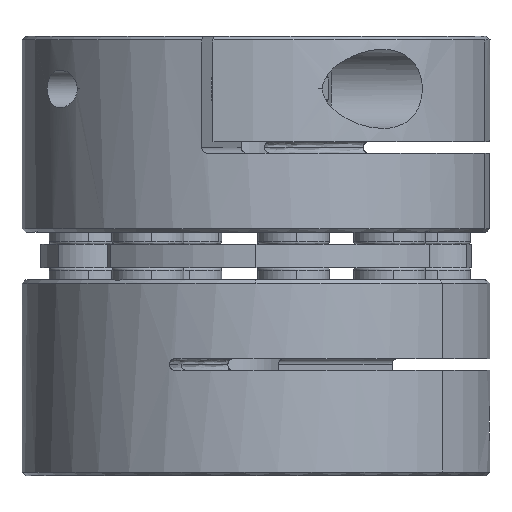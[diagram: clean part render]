
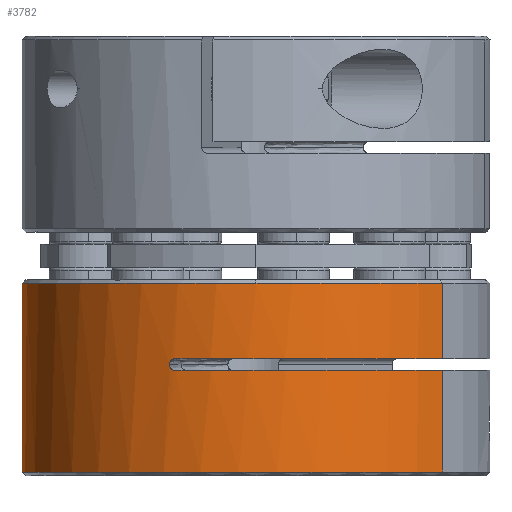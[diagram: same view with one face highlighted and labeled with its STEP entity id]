
A CAD part, left-side view. The second image highlights one B-rep face of the part: STEP entity #3782.
In plain terms, the highlighted cylindrical face has radius 31 mm (diameter 62 mm), a partial arc.
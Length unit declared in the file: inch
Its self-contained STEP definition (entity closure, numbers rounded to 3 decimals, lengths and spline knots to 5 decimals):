
#127 = ORIENTED_EDGE ( 'NONE', *, *, #3214, .F. ) ;
#362 = AXIS2_PLACEMENT_3D ( 'NONE', #15303, #6319, #16840 ) ;
#365 = EDGE_CURVE ( 'NONE', #19233, #3244, #9527, .T. ) ;
#901 = AXIS2_PLACEMENT_3D ( 'NONE', #11264, #11332, #11280 ) ;
#935 = CIRCLE ( 'NONE', #19293, 1.22047 ) ;
#1177 = DIRECTION ( 'NONE',  ( 0., 0., 1. ) ) ;
#1350 = EDGE_CURVE ( 'NONE', #14483, #18656, #935, .T. ) ;
#1499 = CARTESIAN_POINT ( 'NONE',  ( 0., 1.22047, 0.68 ) ) ;
#1507 = ORIENTED_EDGE ( 'NONE', *, *, #1350, .F. ) ;
#1657 = ORIENTED_EDGE ( 'NONE', *, *, #4309, .T. ) ;
#1966 = CARTESIAN_POINT ( 'NONE',  ( -0.7345, -0.97471, 1.27 ) ) ;
#2048 = CARTESIAN_POINT ( 'NONE',  ( -0.7345, -0.97471, 0.66 ) ) ;
#2200 = EDGE_CURVE ( 'NONE', #19233, #18252, #17562, .T. ) ;
#2732 = FACE_OUTER_BOUND ( 'NONE', #8603, .T. ) ;
#3214 = EDGE_CURVE ( 'NONE', #18656, #5261, #14012, .T. ) ;
#3244 = VERTEX_POINT ( 'NONE', #17892 ) ;
#3321 = CARTESIAN_POINT ( 'NONE',  ( -1.13396, 0.45132, 1.241 ) ) ;
#3358 = CARTESIAN_POINT ( 'NONE',  ( -1.13396, 0.45132, 1.24879 ) ) ;
#3386 = CARTESIAN_POINT ( 'NONE',  ( -1.13522, 0.44818, 1.25636 ) ) ;
#3420 = CARTESIAN_POINT ( 'NONE',  ( -1.13825, 0.44039, 1.26432 ) ) ;
#3452 = CARTESIAN_POINT ( 'NONE',  ( -1.13944, 0.4373, 1.26643 ) ) ;
#3489 = CARTESIAN_POINT ( 'NONE',  ( -1.142, 0.43058, 1.26927 ) ) ;
#3518 = CARTESIAN_POINT ( 'NONE',  ( -1.14334, 0.42701, 1.27 ) ) ;
#3583 = CARTESIAN_POINT ( 'NONE',  ( -1.14469, 0.42336, 1.27 ) ) ;
#3695 = VERTEX_POINT ( 'NONE', #17565 ) ;
#3782 = ADVANCED_FACE ( 'NONE', ( #2732 ), #9818, .T. ) ;
#3818 = VECTOR ( 'NONE', #1177, 39.37008 ) ;
#3860 = LINE ( 'NONE', #11888, #3818 ) ;
#4309 = EDGE_CURVE ( 'NONE', #18382, #5261, #7747, .T. ) ;
#4899 = CARTESIAN_POINT ( 'NONE',  ( -1.13396, 0.45132, 1.239 ) ) ;
#5261 = VERTEX_POINT ( 'NONE', #1966 ) ;
#5582 = CARTESIAN_POINT ( 'NONE',  ( 0., 0., 0.68 ) ) ;
#5682 = CARTESIAN_POINT ( 'NONE',  ( -1.14469, 0.42336, 1.21 ) ) ;
#5748 = EDGE_CURVE ( 'NONE', #3695, #18252, #13027, .T. ) ;
#5802 = EDGE_CURVE ( 'NONE', #19203, #14483, #12892, .T. ) ;
#5987 = AXIS2_PLACEMENT_3D ( 'NONE', #6891, #6934, #6964 ) ;
#6319 = DIRECTION ( 'NONE',  ( 0., 0., 1. ) ) ;
#6735 = CARTESIAN_POINT ( 'NONE',  ( -0.7345, -0.97471, 1.66362 ) ) ;
#6891 = CARTESIAN_POINT ( 'NONE',  ( 0., 0., 1.27 ) ) ;
#6934 = DIRECTION ( 'NONE',  ( 0., 0., 1. ) ) ;
#6964 = DIRECTION ( 'NONE',  ( 0., -1., 0. ) ) ;
#7109 = DIRECTION ( 'NONE',  ( 0., -1., 0. ) ) ;
#7261 = CARTESIAN_POINT ( 'NONE',  ( -1.14199, 0.43066, 1.21 ) ) ;
#7747 = CIRCLE ( 'NONE', #5987, 1.22047 ) ;
#8436 = CARTESIAN_POINT ( 'NONE',  ( -1.13623, 0.44559, 1.22099 ) ) ;
#8503 = ORIENTED_EDGE ( 'NONE', *, *, #5802, .F. ) ;
#8546 = ORIENTED_EDGE ( 'NONE', *, *, #13751, .T. ) ;
#8603 = EDGE_LOOP ( 'NONE', ( #13750, #8546, #10793, #16216, #13982, #11150, #17026, #14972, #1657, #127, #1507, #8503 ) ) ;
#8764 = CARTESIAN_POINT ( 'NONE',  ( -1.13426, 0.45057, 1.23128 ) ) ;
#9126 = VECTOR ( 'NONE', #9135, 39.37008 ) ;
#9135 = DIRECTION ( 'NONE',  ( 0., 0., 1. ) ) ;
#9386 = CIRCLE ( 'NONE', #362, 1.22047 ) ;
#9392 = AXIS2_PLACEMENT_3D ( 'NONE', #5582, #16093, #7109 ) ;
#9527 = LINE ( 'NONE', #15649, #9126 ) ;
#9818 = CYLINDRICAL_SURFACE ( 'NONE', #901, 1.22047 ) ;
#9846 = DIRECTION ( 'NONE',  ( 0., -1., 0. ) ) ;
#10051 = CARTESIAN_POINT ( 'NONE',  ( 0., 0., 1.21 ) ) ;
#10227 = CARTESIAN_POINT ( 'NONE',  ( -1.13396, 0.45132, 1.23511 ) ) ;
#10541 = CARTESIAN_POINT ( 'NONE',  ( -1.14469, 0.42336, 1.27 ) ) ;
#10612 = DIRECTION ( 'NONE',  ( 0., 0., -1. ) ) ;
#10793 = ORIENTED_EDGE ( 'NONE', *, *, #15356, .T. ) ;
#11150 = ORIENTED_EDGE ( 'NONE', *, *, #2200, .F. ) ;
#11264 = CARTESIAN_POINT ( 'NONE',  ( 0., 0., 0.66 ) ) ;
#11280 = DIRECTION ( 'NONE',  ( 0., -1., 0. ) ) ;
#11332 = DIRECTION ( 'NONE',  ( 0., 0., 1. ) ) ;
#11619 = VECTOR ( 'NONE', #10612, 39.37008 ) ;
#11888 = CARTESIAN_POINT ( 'NONE',  ( 0.7345, 0.97471, 0.66 ) ) ;
#11912 = CARTESIAN_POINT ( 'NONE',  ( -1.14469, 0.42336, 1.21 ) ) ;
#12609 = AXIS2_PLACEMENT_3D ( 'NONE', #10051, #14369, #9846 ) ;
#12715 = EDGE_CURVE ( 'NONE', #18382, #3244, #18961, .T. ) ;
#12892 = CIRCLE ( 'NONE', #17672, 1.22047 ) ;
#13013 = CARTESIAN_POINT ( 'NONE',  ( 0.7345, 0.97471, 0.68 ) ) ;
#13027 = CIRCLE ( 'NONE', #12609, 1.22047 ) ;
#13282 = DIRECTION ( 'NONE',  ( -0.602, -0.799, 0. ) ) ;
#13450 = CARTESIAN_POINT ( 'NONE',  ( -1.13925, 0.43782, 1.21305 ) ) ;
#13485 = VERTEX_POINT ( 'NONE', #13013 ) ;
#13750 = ORIENTED_EDGE ( 'NONE', *, *, #18915, .F. ) ;
#13751 = EDGE_CURVE ( 'NONE', #13485, #19050, #9386, .T. ) ;
#13982 = ORIENTED_EDGE ( 'NONE', *, *, #5748, .T. ) ;
#14012 = LINE ( 'NONE', #2048, #11619 ) ;
#14369 = DIRECTION ( 'NONE',  ( 0., 0., -1. ) ) ;
#14383 = EDGE_CURVE ( 'NONE', #14861, #3695, #18223, .T. ) ;
#14483 = VERTEX_POINT ( 'NONE', #15735 ) ;
#14861 = VERTEX_POINT ( 'NONE', #15204 ) ;
#14972 = ORIENTED_EDGE ( 'NONE', *, *, #12715, .F. ) ;
#15204 = CARTESIAN_POINT ( 'NONE',  ( -0.7345, -0.97471, 0.68 ) ) ;
#15303 = CARTESIAN_POINT ( 'NONE',  ( 0., 0., 0.68 ) ) ;
#15315 = CIRCLE ( 'NONE', #9392, 1.22047 ) ;
#15325 = CARTESIAN_POINT ( 'NONE',  ( -1.13396, 0.45132, 1.239 ) ) ;
#15356 = EDGE_CURVE ( 'NONE', #19050, #14861, #15315, .T. ) ;
#15390 = CARTESIAN_POINT ( 'NONE',  ( 0.7345, 0.97471, 1.66362 ) ) ;
#15480 = CARTESIAN_POINT ( 'NONE',  ( -0.7345, -0.97471, 0.66 ) ) ;
#15649 = CARTESIAN_POINT ( 'NONE',  ( -1.13396, 0.45132, 1.27 ) ) ;
#15735 = CARTESIAN_POINT ( 'NONE',  ( -1.22047, 0., 1.66362 ) ) ;
#15776 = CARTESIAN_POINT ( 'NONE',  ( 0., 0., 1.66362 ) ) ;
#16093 = DIRECTION ( 'NONE',  ( 0., 0., 1. ) ) ;
#16216 = ORIENTED_EDGE ( 'NONE', *, *, #14383, .T. ) ;
#16652 = DIRECTION ( 'NONE',  ( 0., 0., 1. ) ) ;
#16840 = DIRECTION ( 'NONE',  ( 0., -1., 0. ) ) ;
#17009 = DIRECTION ( 'NONE',  ( 0., 0., 1. ) ) ;
#17026 = ORIENTED_EDGE ( 'NONE', *, *, #365, .T. ) ;
#17562 = B_SPLINE_CURVE_WITH_KNOTS ( 'NONE', 3,
 ( #15325, #10227, #8764, #18622, #8436, #13450, #7261, #5682 ),
 .UNSPECIFIED., .F., .F.,
 ( 4, 2, 2, 4 ),
 ( 0., 0.00029, 0.00058, 0.00117 ),
 .UNSPECIFIED. ) ;
#17565 = CARTESIAN_POINT ( 'NONE',  ( -0.7345, -0.97471, 1.21 ) ) ;
#17672 = AXIS2_PLACEMENT_3D ( 'NONE', #19198, #19047, #18907 ) ;
#17892 = CARTESIAN_POINT ( 'NONE',  ( -1.13396, 0.45132, 1.241 ) ) ;
#18111 = VECTOR ( 'NONE', #17009, 39.37008 ) ;
#18223 = LINE ( 'NONE', #15480, #18111 ) ;
#18252 = VERTEX_POINT ( 'NONE', #11912 ) ;
#18382 = VERTEX_POINT ( 'NONE', #10541 ) ;
#18622 = CARTESIAN_POINT ( 'NONE',  ( -1.13539, 0.44771, 1.22422 ) ) ;
#18656 = VERTEX_POINT ( 'NONE', #6735 ) ;
#18907 = DIRECTION ( 'NONE',  ( -0.602, -0.799, 0. ) ) ;
#18915 = EDGE_CURVE ( 'NONE', #13485, #19203, #3860, .T. ) ;
#18961 = B_SPLINE_CURVE_WITH_KNOTS ( 'NONE', 3,
 ( #3583, #3518, #3489, #3452, #3420, #3386, #3358, #3321 ),
 .UNSPECIFIED., .F., .F.,
 ( 4, 2, 2, 4 ),
 ( 0., 0.00029, 0.00058, 0.00117 ),
 .UNSPECIFIED. ) ;
#19047 = DIRECTION ( 'NONE',  ( 0., 0., 1. ) ) ;
#19050 = VERTEX_POINT ( 'NONE', #1499 ) ;
#19198 = CARTESIAN_POINT ( 'NONE',  ( 0., 0., 1.66362 ) ) ;
#19203 = VERTEX_POINT ( 'NONE', #15390 ) ;
#19233 = VERTEX_POINT ( 'NONE', #4899 ) ;
#19293 = AXIS2_PLACEMENT_3D ( 'NONE', #15776, #16652, #13282 ) ;
